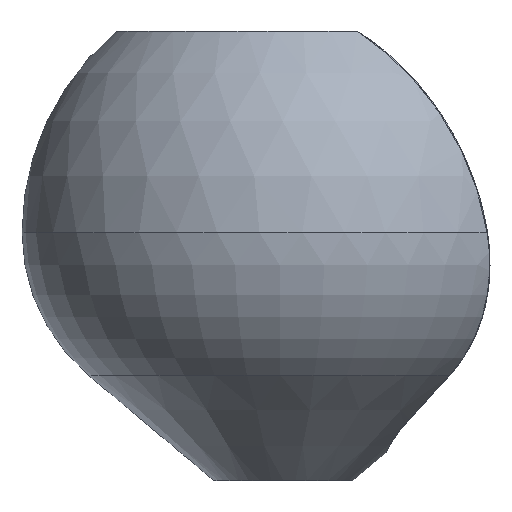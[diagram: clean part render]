
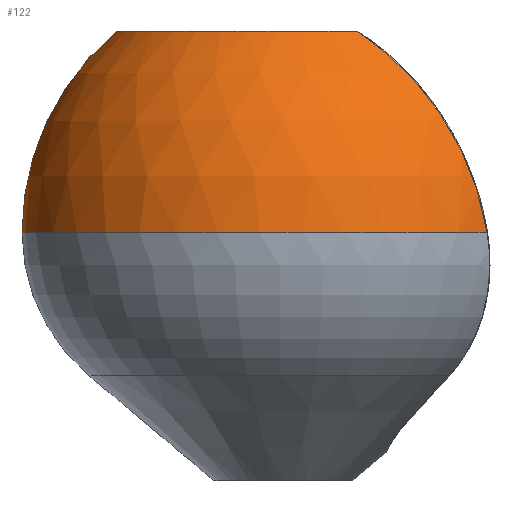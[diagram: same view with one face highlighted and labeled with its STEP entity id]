
A CAD part, front view. The second image highlights one B-rep face of the part: STEP entity #122.
In plain terms, the highlighted spherical face has radius 137 mm.
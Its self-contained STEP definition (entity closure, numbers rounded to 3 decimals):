
#21 = EDGE_CURVE('',#22,#24,#26,.T.);
#22 = VERTEX_POINT('',#23);
#23 = CARTESIAN_POINT('',(-87.489,0.,
    105.426));
#24 = VERTEX_POINT('',#25);
#25 = CARTESIAN_POINT('',(38.774,-78.428,
    105.426));
#26 = CIRCLE('',#27,87.489);
#27 = AXIS2_PLACEMENT_3D('',#28,#29,#30);
#28 = CARTESIAN_POINT('',(0.,0.,105.426));
#29 = DIRECTION('',(0.,0.,1.));
#30 = DIRECTION('',(-1.,0.,0.));
#122 = ADVANCED_FACE('',(#123),#169,.T.);
#123 = FACE_BOUND('',#124,.F.);
#124 = EDGE_LOOP('',(#125,#136,#143,#144));
#125 = ORIENTED_EDGE('',*,*,#126,.F.);
#126 = EDGE_CURVE('',#127,#129,#131,.T.);
#127 = VERTEX_POINT('',#128);
#128 = CARTESIAN_POINT('',(-137.,0.,0.)
  );
#129 = VERTEX_POINT('',#130);
#130 = CARTESIAN_POINT('',(106.84,-85.757,
    0.));
#131 = CIRCLE('',#132,137.);
#132 = AXIS2_PLACEMENT_3D('',#133,#134,#135);
#133 = CARTESIAN_POINT('',(0.,0.,0.));
#134 = DIRECTION('',(0.,0.,1.));
#135 = DIRECTION('',(-1.,0.,0.));
#136 = ORIENTED_EDGE('',*,*,#137,.F.);
#137 = EDGE_CURVE('',#22,#127,#138,.T.);
#138 = CIRCLE('',#139,137.);
#139 = AXIS2_PLACEMENT_3D('',#140,#141,#142);
#140 = CARTESIAN_POINT('',(0.,0.,0.));
#141 = DIRECTION('',(0.,-1.,0.));
#142 = DIRECTION('',(1.,0.,0.));
#143 = ORIENTED_EDGE('',*,*,#21,.T.);
#144 = ORIENTED_EDGE('',*,*,#145,.F.);
#145 = EDGE_CURVE('',#129,#24,#146,.T.);
#146 = B_SPLINE_CURVE_WITH_KNOTS('',11,(#147,#148,#149,#150,#151,#152,
    #153,#154,#155,#156,#157,#158,#159,#160,#161,#162,#163,#164,#165,
    #166,#167,#168),.UNSPECIFIED.,.F.,.F.,(12,10,12),(466.188,
    592.271,617.672),.UNSPECIFIED.);
#147 = CARTESIAN_POINT('',(106.84,-85.757,
    0.));
#148 = CARTESIAN_POINT('',(104.979,-88.075,
    11.584));
#149 = CARTESIAN_POINT('',(102.109,-89.816,
    23.113));
#150 = CARTESIAN_POINT('',(98.247,-90.962,
    34.496));
#151 = CARTESIAN_POINT('',(93.423,-91.484,
    45.566));
#152 = CARTESIAN_POINT('',(87.691,-91.387,
    56.241));
#153 = CARTESIAN_POINT('',(81.103,-90.66,
    66.382));
#154 = CARTESIAN_POINT('',(73.73,-89.316,
    75.901));
#155 = CARTESIAN_POINT('',(65.654,-87.369,
    84.686));
#156 = CARTESIAN_POINT('',(56.96,-84.842,
    92.657));
#157 = CARTESIAN_POINT('',(47.746,-81.768,
    99.731));
#158 = CARTESIAN_POINT('',(36.173,-77.461,
    107.08));
#159 = CARTESIAN_POINT('',(34.232,-76.739,
    108.312));
#160 = CARTESIAN_POINT('',(32.29,-76.016,
    109.545));
#161 = CARTESIAN_POINT('',(30.348,-75.294,110.778
    ));
#162 = CARTESIAN_POINT('',(28.406,-74.571,
    112.011));
#163 = CARTESIAN_POINT('',(26.463,-73.848,
    113.245));
#164 = CARTESIAN_POINT('',(24.52,-73.125,
    114.479));
#165 = CARTESIAN_POINT('',(22.576,-72.402,
    115.713));
#166 = CARTESIAN_POINT('',(20.632,-71.678,
    116.947));
#167 = CARTESIAN_POINT('',(18.687,-70.954,
    118.182));
#168 = CARTESIAN_POINT('',(16.742,-70.231,
    119.417));
#169 = SPHERICAL_SURFACE('',#170,137.);
#170 = AXIS2_PLACEMENT_3D('',#171,#172,#173);
#171 = CARTESIAN_POINT('',(0.,0.,0.));
#172 = DIRECTION('',(0.,0.,-1.));
#173 = DIRECTION('',(-1.,0.,0.));
